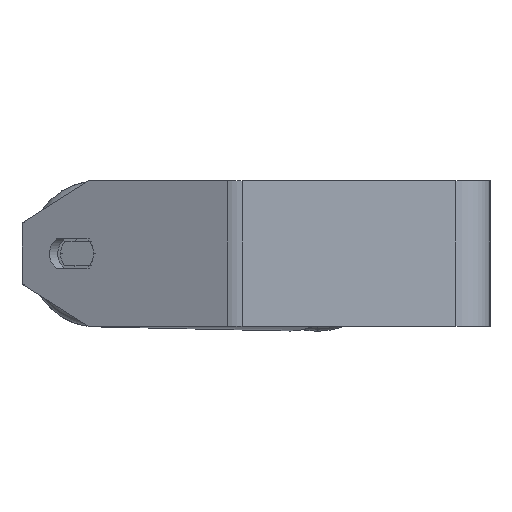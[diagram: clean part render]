
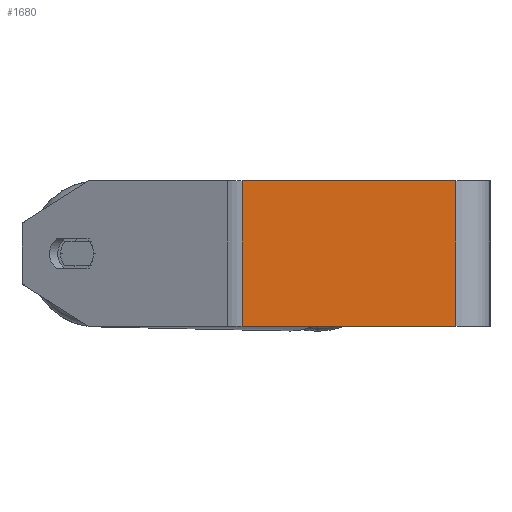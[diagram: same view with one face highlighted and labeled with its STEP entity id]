
A CAD part, left-side view. The second image highlights one B-rep face of the part: STEP entity #1680.
In plain terms, the highlighted planar face has unit normal (-1, 0, 0).
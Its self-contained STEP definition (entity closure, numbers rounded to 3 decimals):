
#137 = DIRECTION ( 'NONE',  ( 0., 0., -1. ) ) ;
#314 = DIRECTION ( 'NONE',  ( 0., 0., -1. ) ) ;
#348 = EDGE_CURVE ( 'NONE', #571, #2451, #1493, .T. ) ;
#477 = LINE ( 'NONE', #3063, #8248 ) ;
#571 = VERTEX_POINT ( 'NONE', #2121 ) ;
#583 = VECTOR ( 'NONE', #5953, 1000. ) ;
#595 = CARTESIAN_POINT ( 'NONE',  ( -360., 105.111, 30. ) ) ;
#651 = FACE_OUTER_BOUND ( 'NONE', #8373, .T. ) ;
#747 = EDGE_CURVE ( 'NONE', #4272, #4780, #477, .T. ) ;
#904 = EDGE_CURVE ( 'NONE', #4272, #571, #1229, .T. ) ;
#1229 = LINE ( 'NONE', #595, #583 ) ;
#1493 = LINE ( 'NONE', #3407, #6602 ) ;
#1680 = ADVANCED_FACE ( 'NONE', ( #651 ), #7174, .F. ) ;
#2121 = CARTESIAN_POINT ( 'NONE',  ( -360., 14., 30. ) ) ;
#2451 = VERTEX_POINT ( 'NONE', #3893 ) ;
#3005 = DIRECTION ( 'NONE',  ( 0., 0., -1. ) ) ;
#3063 = CARTESIAN_POINT ( 'NONE',  ( -360., 102.007, 30. ) ) ;
#3254 = CARTESIAN_POINT ( 'NONE',  ( -360., 105.111, -30. ) ) ;
#3302 = DIRECTION ( 'NONE',  ( 0., -1., 0. ) ) ;
#3356 = DIRECTION ( 'NONE',  ( 1., 0., 0. ) ) ;
#3407 = CARTESIAN_POINT ( 'NONE',  ( -360., 14., 30. ) ) ;
#3893 = CARTESIAN_POINT ( 'NONE',  ( -360., 14., -30. ) ) ;
#3913 = CARTESIAN_POINT ( 'NONE',  ( -360., 105.111, 30. ) ) ;
#4272 = VERTEX_POINT ( 'NONE', #5192 ) ;
#4780 = VERTEX_POINT ( 'NONE', #7516 ) ;
#5192 = CARTESIAN_POINT ( 'NONE',  ( -360., 102.007, 30. ) ) ;
#5953 = DIRECTION ( 'NONE',  ( 0., -1., 0. ) ) ;
#6591 = ORIENTED_EDGE ( 'NONE', *, *, #6614, .T. ) ;
#6602 = VECTOR ( 'NONE', #314, 1000. ) ;
#6614 = EDGE_CURVE ( 'NONE', #4780, #2451, #7772, .T. ) ;
#7038 = AXIS2_PLACEMENT_3D ( 'NONE', #3913, #3356, #137 ) ;
#7174 = PLANE ( 'NONE',  #7038 ) ;
#7516 = CARTESIAN_POINT ( 'NONE',  ( -360., 102.007, -30. ) ) ;
#7542 = ORIENTED_EDGE ( 'NONE', *, *, #348, .F. ) ;
#7772 = LINE ( 'NONE', #3254, #8001 ) ;
#8001 = VECTOR ( 'NONE', #3302, 1000. ) ;
#8039 = ORIENTED_EDGE ( 'NONE', *, *, #904, .F. ) ;
#8248 = VECTOR ( 'NONE', #3005, 1000. ) ;
#8373 = EDGE_LOOP ( 'NONE', ( #6591, #7542, #8039, #8448 ) ) ;
#8448 = ORIENTED_EDGE ( 'NONE', *, *, #747, .T. ) ;
